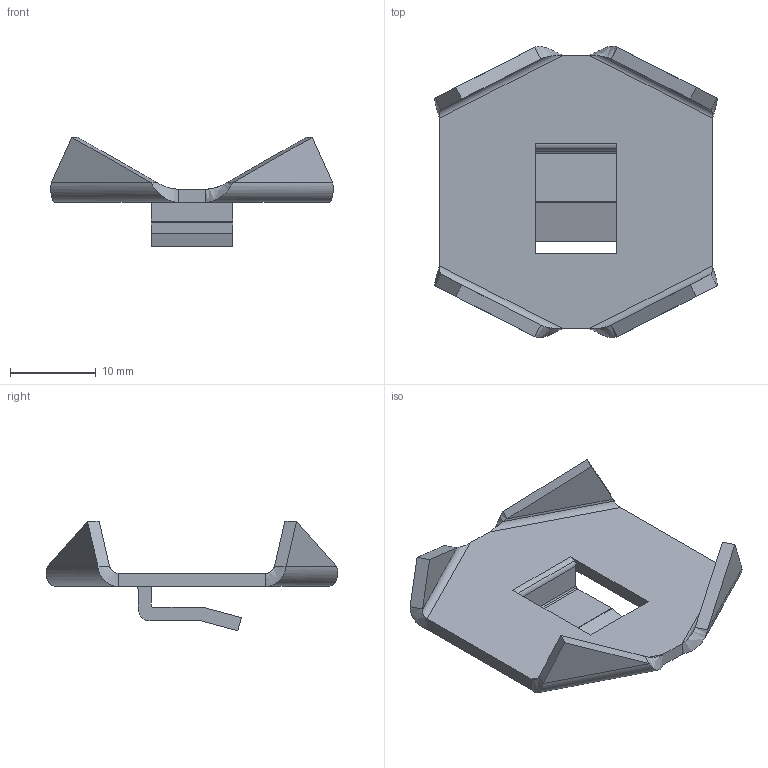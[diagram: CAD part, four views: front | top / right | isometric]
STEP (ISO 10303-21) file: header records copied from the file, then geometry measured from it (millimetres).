
FILE_DESCRIPTION(('TurboCAD Mac Pro'),'Build 980');
FILE_NAME('P2485.stp',' ',(''),(''),'ACIS Interop','IMSI','TurboCAD Mac Pro BY IMSI, INCORPORATED');
FILE_SCHEMA(('automotive_design'));
Length unit declared in the file: inch
Products named in the file (1): 1
Bounding box: 32.85 x 33.9 x 12.73 mm (x, y, z)
Volume: 1674.8 mm3; surface area: 2507.6 mm2
Topology: 1 solids, 1 shells, 59 faces, 137 edges, 80 vertices
Faces by surface type: plane 34, cylinder 16, bspline 9
Entity records: 2271 total; most frequent: CARTESIAN_POINT 508, ORIENTED_EDGE 274, DIRECTION 229, EDGE_CURVE 137, LINE 103, VECTOR 103, VERTEX_POINT 80, AXIS2_PLACEMENT_3D 63
